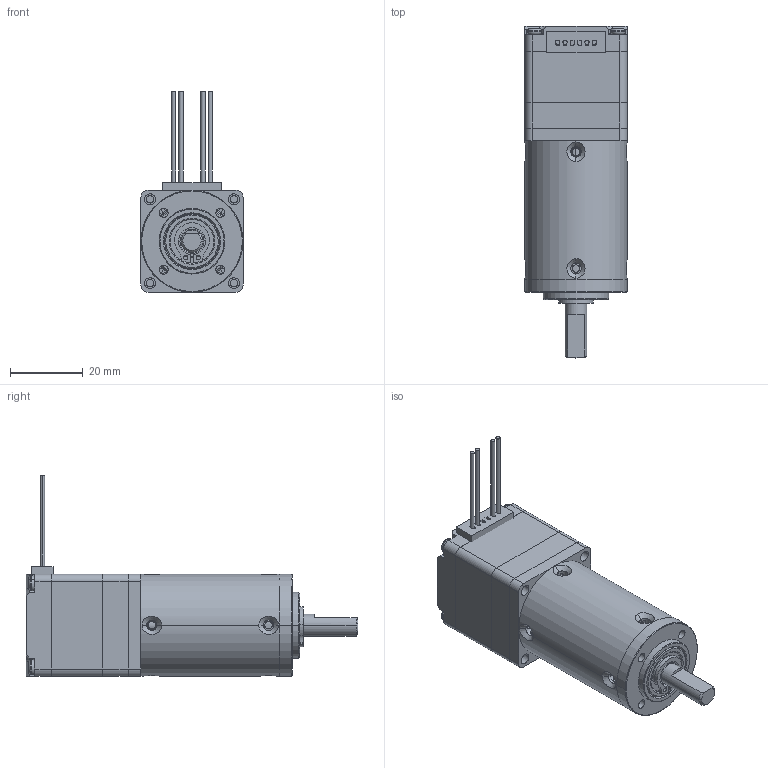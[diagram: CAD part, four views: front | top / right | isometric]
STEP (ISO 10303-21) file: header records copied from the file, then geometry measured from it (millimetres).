
FILE_DESCRIPTION (( 'STEP AP203' ), '1' );
FILE_NAME ('28H232-0674AG99.5.STEP', '2022-10-19T06:41:37', ( '' ), ( '' ), 'SwSTEP 2.0', 'SolidWorks 2020', '' );
FILE_SCHEMA (( 'CONFIG_CONTROL_DESIGN' ));
Length unit declared in the file: millimetre
Products named in the file (14): PLA28-013齿圈; PLA28-004綴傷裔; 28隅赽耀倰; 齬脣; 28H232-0674AG99.5; 粣; PLA28-003ヶ傷裔; 696ZZ 15x6x5; PLA28-002怀堤粣; 28B-D13耀倰; 28A-D13耀倰; 粣8縐遠; M2.5蹟隊; 3撰
Assembly tree (17 placements, depth 3):
  28H232-0674AG99.5
    28隅赽耀倰
    28A-D13耀倰
    28B-D13耀倰
    粣
    齬脣
    M2.5蹟隊  x4
    3撰
      PLA28-004綴傷裔
      PLA28-013齿圈
      PLA28-003ヶ傷裔
      PLA28-002怀堤粣
      696ZZ 15x6x5  x2
      粣8縐遠
Bounding box: 28 x 91 x 55 mm (x, y, z)
Volume: 38128.1 mm3; surface area: 28917 mm2
Topology: 20 solids, 20 shells, 920 faces, 2488 edges, 1609 vertices
Faces by surface type: cylinder 624, plane 174, cone 66, torus 48, bspline 8
Entity records: 34037 total; most frequent: CARTESIAN_POINT 11039, DIRECTION 4687, ORIENTED_EDGE 4498, EDGE_CURVE 2249, AXIS2_PLACEMENT_3D 1885, VERTEX_POINT 1461, CIRCLE 1058, VECTOR 917
